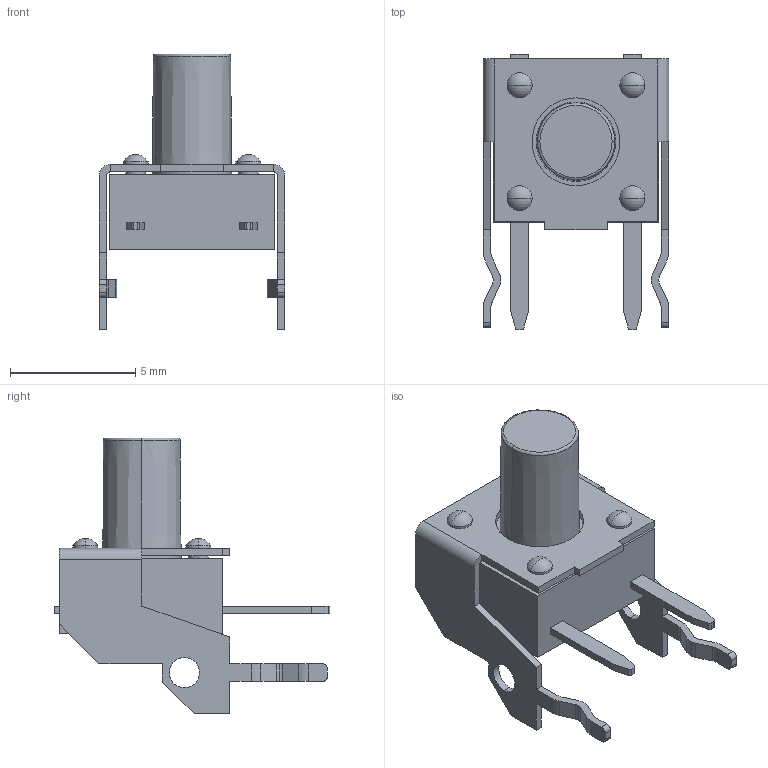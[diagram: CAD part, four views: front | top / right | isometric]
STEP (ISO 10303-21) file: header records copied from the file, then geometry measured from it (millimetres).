
FILE_DESCRIPTION (( 'STEP AP214' ), '1' );
FILE_NAME ('User Library-SWITCH, TACTILE, RIGHT ANGLE, 12VDC, 50MA, 6.85MM ACTUATOR, WEALTH METAL TC-0244Z-1.STEP', '2016-05-18T03:03:37', ( 'Windows User' ), ( '' ), 'SwSTEP 2.0', 'SolidWorks 2016', '' );
FILE_SCHEMA (( 'AUTOMOTIVE_DESIGN' ));
Length unit declared in the file: millimetre
Products named in the file (1): User Library-SWITCH, TACTILE, RIGHT ANGLE, 12VDC, 50MA, 6.85MM ACTUATOR, WEALTH METAL TC-0244Z-1
Bounding box: 7.4 x 11 x 11 mm (x, y, z)
Volume: 194 mm3; surface area: 427.4 mm2
Topology: 1 solids, 1 shells, 141 faces, 374 edges, 246 vertices
Faces by surface type: plane 81, cylinder 48, sphere 8, torus 2, cone 2
Entity records: 4735 total; most frequent: DIRECTION 770, CARTESIAN_POINT 762, ORIENTED_EDGE 748, EDGE_CURVE 374, VECTOR 262, LINE 262, AXIS2_PLACEMENT_3D 254, VERTEX_POINT 246
